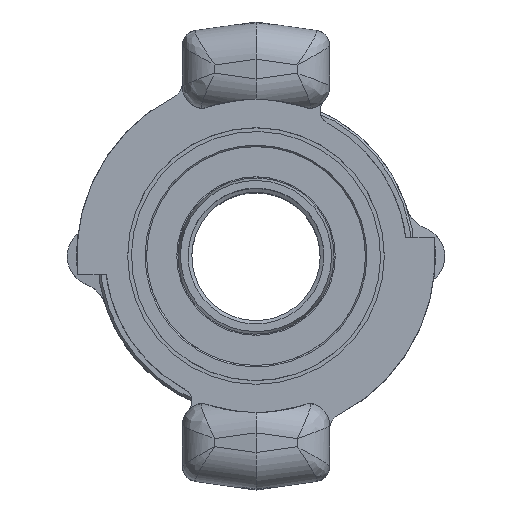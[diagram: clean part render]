
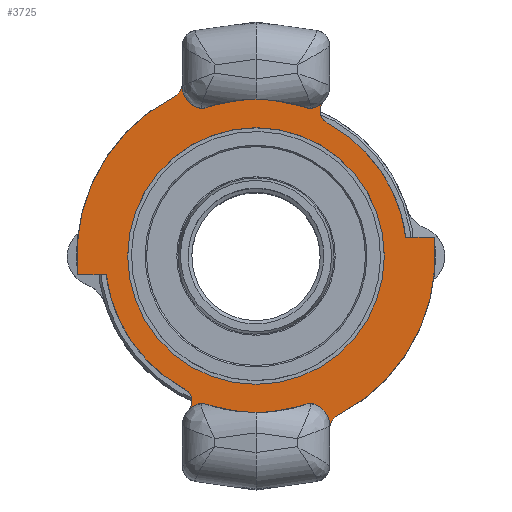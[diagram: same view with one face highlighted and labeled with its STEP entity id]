
A CAD part, top view. The second image highlights one B-rep face of the part: STEP entity #3725.
In plain terms, the highlighted planar face has unit normal (0, 0, 1).
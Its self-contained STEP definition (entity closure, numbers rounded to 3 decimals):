
#197=FACE_BOUND('',#551,.T.);
#226=PLANE('',#4009);
#335=FACE_OUTER_BOUND('',#550,.T.);
#550=EDGE_LOOP('',(#2473,#2474,#2475,#2476,#2477,#2478,#2479,#2480,#2481,
#2482,#2483,#2484,#2485,#2486,#2487,#2488,#2489,#2490));
#551=EDGE_LOOP('',(#2491));
#785=LINE('',#6528,#967);
#786=LINE('',#6532,#968);
#787=LINE('',#6537,#969);
#788=LINE('',#6543,#970);
#789=LINE('',#6547,#971);
#790=LINE('',#6552,#972);
#967=VECTOR('',#4599,10.);
#968=VECTOR('',#4602,10.);
#969=VECTOR('',#4607,10.);
#970=VECTOR('',#4612,10.);
#971=VECTOR('',#4615,10.);
#972=VECTOR('',#4620,10.);
#1113=CIRCLE('',#3926,17.);
#1124=CIRCLE('',#3944,20.);
#1132=CIRCLE('',#3955,20.);
#1151=CIRCLE('',#4010,25.5);
#1152=CIRCLE('',#4011,2.);
#1153=CIRCLE('',#4012,23.75);
#1154=CIRCLE('',#4013,1.835);
#1155=CIRCLE('',#4014,3.);
#1156=CIRCLE('',#4015,25.5);
#1157=CIRCLE('',#4016,2.);
#1158=CIRCLE('',#4017,23.75);
#1159=CIRCLE('',#4018,1.835);
#1160=CIRCLE('',#4019,3.);
#1347=VERTEX_POINT('',#5504);
#1369=VERTEX_POINT('',#5709);
#1370=VERTEX_POINT('',#5711);
#1386=VERTEX_POINT('',#5987);
#1387=VERTEX_POINT('',#5989);
#1455=VERTEX_POINT('',#6526);
#1456=VERTEX_POINT('',#6527);
#1457=VERTEX_POINT('',#6529);
#1458=VERTEX_POINT('',#6531);
#1459=VERTEX_POINT('',#6533);
#1460=VERTEX_POINT('',#6535);
#1461=VERTEX_POINT('',#6538);
#1462=VERTEX_POINT('',#6540);
#1463=VERTEX_POINT('',#6542);
#1464=VERTEX_POINT('',#6544);
#1465=VERTEX_POINT('',#6546);
#1466=VERTEX_POINT('',#6548);
#1467=VERTEX_POINT('',#6550);
#1468=VERTEX_POINT('',#6553);
#1714=EDGE_CURVE('',#1347,#1347,#1113,.T.);
#1743=EDGE_CURVE('',#1369,#1370,#1124,.T.);
#1767=EDGE_CURVE('',#1386,#1387,#1132,.T.);
#1856=EDGE_CURVE('',#1455,#1456,#785,.T.);
#1857=EDGE_CURVE('',#1455,#1457,#1151,.T.);
#1858=EDGE_CURVE('',#1458,#1457,#786,.T.);
#1859=EDGE_CURVE('',#1459,#1458,#1152,.T.);
#1860=EDGE_CURVE('',#1460,#1459,#1153,.T.);
#1861=EDGE_CURVE('',#1387,#1460,#787,.T.);
#1862=EDGE_CURVE('',#1461,#1386,#1154,.T.);
#1863=EDGE_CURVE('',#1462,#1461,#1155,.T.);
#1864=EDGE_CURVE('',#1463,#1462,#788,.T.);
#1865=EDGE_CURVE('',#1463,#1464,#1156,.T.);
#1866=EDGE_CURVE('',#1465,#1464,#789,.T.);
#1867=EDGE_CURVE('',#1466,#1465,#1157,.T.);
#1868=EDGE_CURVE('',#1467,#1466,#1158,.T.);
#1869=EDGE_CURVE('',#1370,#1467,#790,.T.);
#1870=EDGE_CURVE('',#1468,#1369,#1159,.T.);
#1871=EDGE_CURVE('',#1456,#1468,#1160,.T.);
#2473=ORIENTED_EDGE('',*,*,#1856,.F.);
#2474=ORIENTED_EDGE('',*,*,#1857,.T.);
#2475=ORIENTED_EDGE('',*,*,#1858,.F.);
#2476=ORIENTED_EDGE('',*,*,#1859,.F.);
#2477=ORIENTED_EDGE('',*,*,#1860,.F.);
#2478=ORIENTED_EDGE('',*,*,#1861,.F.);
#2479=ORIENTED_EDGE('',*,*,#1767,.F.);
#2480=ORIENTED_EDGE('',*,*,#1862,.F.);
#2481=ORIENTED_EDGE('',*,*,#1863,.F.);
#2482=ORIENTED_EDGE('',*,*,#1864,.F.);
#2483=ORIENTED_EDGE('',*,*,#1865,.T.);
#2484=ORIENTED_EDGE('',*,*,#1866,.F.);
#2485=ORIENTED_EDGE('',*,*,#1867,.F.);
#2486=ORIENTED_EDGE('',*,*,#1868,.F.);
#2487=ORIENTED_EDGE('',*,*,#1869,.F.);
#2488=ORIENTED_EDGE('',*,*,#1743,.F.);
#2489=ORIENTED_EDGE('',*,*,#1870,.F.);
#2490=ORIENTED_EDGE('',*,*,#1871,.F.);
#2491=ORIENTED_EDGE('',*,*,#1714,.T.);
#3725=ADVANCED_FACE('',(#335,#197),#226,.F.);
#3926=AXIS2_PLACEMENT_3D('',#5506,#4395,#4396);
#3944=AXIS2_PLACEMENT_3D('',#5712,#4436,#4437);
#3955=AXIS2_PLACEMENT_3D('',#5990,#4463,#4464);
#4009=AXIS2_PLACEMENT_3D('',#6525,#4597,#4598);
#4010=AXIS2_PLACEMENT_3D('',#6530,#4600,#4601);
#4011=AXIS2_PLACEMENT_3D('',#6534,#4603,#4604);
#4012=AXIS2_PLACEMENT_3D('',#6536,#4605,#4606);
#4013=AXIS2_PLACEMENT_3D('',#6539,#4608,#4609);
#4014=AXIS2_PLACEMENT_3D('',#6541,#4610,#4611);
#4015=AXIS2_PLACEMENT_3D('',#6545,#4613,#4614);
#4016=AXIS2_PLACEMENT_3D('',#6549,#4616,#4617);
#4017=AXIS2_PLACEMENT_3D('',#6551,#4618,#4619);
#4018=AXIS2_PLACEMENT_3D('',#6554,#4621,#4622);
#4019=AXIS2_PLACEMENT_3D('',#6555,#4623,#4624);
#4395=DIRECTION('center_axis',(0.,0.,-1.));
#4396=DIRECTION('ref_axis',(-1.,0.,0.));
#4436=DIRECTION('center_axis',(0.,0.,-1.));
#4437=DIRECTION('ref_axis',(0.,1.,0.));
#4463=DIRECTION('center_axis',(0.,0.,-1.));
#4464=DIRECTION('ref_axis',(0.,1.,0.));
#4597=DIRECTION('center_axis',(0.,0.,-1.));
#4598=DIRECTION('ref_axis',(-1.,0.,0.));
#4599=DIRECTION('',(0.,-1.,0.));
#4600=DIRECTION('center_axis',(0.,0.,1.));
#4601=DIRECTION('ref_axis',(-1.,0.,0.));
#4602=DIRECTION('',(0.,1.,0.));
#4603=DIRECTION('center_axis',(0.,0.,1.));
#4604=DIRECTION('ref_axis',(0.853,-0.521,0.));
#4605=DIRECTION('center_axis',(0.,0.,-1.));
#4606=DIRECTION('ref_axis',(-0.411,0.912,0.));
#4607=DIRECTION('',(-1.,0.,0.));
#4608=DIRECTION('center_axis',(0.,0.,1.));
#4609=DIRECTION('ref_axis',(0.741,-0.671,0.));
#4610=DIRECTION('center_axis',(0.,0.,-1.));
#4611=DIRECTION('ref_axis',(-0.755,0.656,0.));
#4612=DIRECTION('',(0.,1.,0.));
#4613=DIRECTION('center_axis',(0.,0.,1.));
#4614=DIRECTION('ref_axis',(-1.,0.,0.));
#4615=DIRECTION('',(0.,-1.,0.));
#4616=DIRECTION('center_axis',(0.,0.,1.));
#4617=DIRECTION('ref_axis',(-0.853,0.521,0.));
#4618=DIRECTION('center_axis',(0.,0.,-1.));
#4619=DIRECTION('ref_axis',(0.411,-0.912,0.));
#4620=DIRECTION('',(1.,0.,0.));
#4621=DIRECTION('center_axis',(0.,0.,1.));
#4622=DIRECTION('ref_axis',(-0.741,0.671,0.));
#4623=DIRECTION('center_axis',(0.,0.,-1.));
#4624=DIRECTION('ref_axis',(0.755,-0.656,0.));
#5504=CARTESIAN_POINT('',(17.,0.,-5.114));
#5506=CARTESIAN_POINT('Origin',(0.,0.,-5.114));
#5709=CARTESIAN_POINT('',(9.466,17.618,-5.114));
#5711=CARTESIAN_POINT('',(19.843,2.5,-5.114));
#5712=CARTESIAN_POINT('Origin',(0.,0.,-5.114));
#5987=CARTESIAN_POINT('',(-9.466,-17.618,-5.114));
#5989=CARTESIAN_POINT('',(-19.843,-2.5,-5.114));
#5990=CARTESIAN_POINT('Origin',(0.,0.,-5.114));
#6525=CARTESIAN_POINT('Origin',(-20.25,0.,-5.114));
#6526=CARTESIAN_POINT('',(9.75,23.562,-5.114));
#6527=CARTESIAN_POINT('',(9.75,22.478,-5.114));
#6528=CARTESIAN_POINT('',(9.75,15.5,-5.114));
#6529=CARTESIAN_POINT('',(-9.75,23.562,-5.114));
#6530=CARTESIAN_POINT('Origin',(0.,0.,-5.114));
#6531=CARTESIAN_POINT('',(-9.75,22.913,-5.114));
#6532=CARTESIAN_POINT('',(-9.75,-15.5,-5.114));
#6533=CARTESIAN_POINT('',(-10.837,21.133,-5.114));
#6534=CARTESIAN_POINT('Origin',(-11.75,22.913,-5.114));
#6535=CARTESIAN_POINT('',(-23.618,-2.5,-5.114));
#6536=CARTESIAN_POINT('Origin',(0.,0.,-5.114));
#6537=CARTESIAN_POINT('',(-10.125,-2.5,-5.114));
#6538=CARTESIAN_POINT('',(-8.974,-20.465,-5.114));
#6539=CARTESIAN_POINT('Origin',(-10.335,-19.234,-5.114));
#6540=CARTESIAN_POINT('',(-9.75,-22.478,-5.114));
#6541=CARTESIAN_POINT('Origin',(-6.75,-22.478,-5.114));
#6542=CARTESIAN_POINT('',(-9.75,-23.562,-5.114));
#6543=CARTESIAN_POINT('',(-9.75,-15.5,-5.114));
#6544=CARTESIAN_POINT('',(9.75,-23.562,-5.114));
#6545=CARTESIAN_POINT('Origin',(0.,0.,-5.114));
#6546=CARTESIAN_POINT('',(9.75,-22.913,-5.114));
#6547=CARTESIAN_POINT('',(9.75,15.5,-5.114));
#6548=CARTESIAN_POINT('',(10.837,-21.133,-5.114));
#6549=CARTESIAN_POINT('Origin',(11.75,-22.913,-5.114));
#6550=CARTESIAN_POINT('',(23.618,2.5,-5.114));
#6551=CARTESIAN_POINT('Origin',(0.,0.,-5.114));
#6552=CARTESIAN_POINT('',(-10.125,2.5,-5.114));
#6553=CARTESIAN_POINT('',(8.974,20.465,-5.114));
#6554=CARTESIAN_POINT('Origin',(10.335,19.234,-5.114));
#6555=CARTESIAN_POINT('Origin',(6.75,22.478,-5.114));
